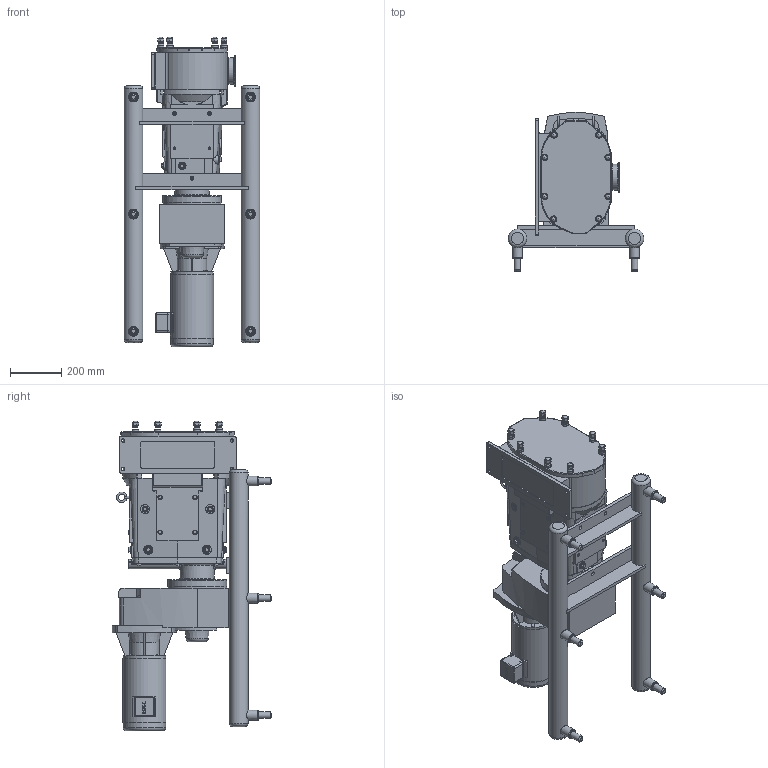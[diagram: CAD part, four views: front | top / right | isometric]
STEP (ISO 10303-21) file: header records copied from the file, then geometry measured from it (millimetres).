
FILE_DESCRIPTION(/* description */ (''),/* implementation_level */ '2;1');
FILE_NAME(/* name */ 'U3_224U3_145TC_(4.17 x 11.36)x4.0_S-Line_2HP_LH_SM.stp',/* time_stamp */ '2021-05-24T19:15:43+06:00',/* author */ ('trtmhr'),/* organization */ (''),/* preprocessor_version */ 'ST-DEVELOPER v18.1',/* originating_system */ 'Autodesk Inventor 2020',/* authorisation */ '');
FILE_SCHEMA (('AUTOMOTIVE_DESIGN { 1 0 10303 214 3 1 1 }'));
Length unit declared in the file: inch
Products named in the file (1): U3_224U3_145TC_(4.17 x 11.36)x4.0_S-Line_2HP_LH_SM
Bounding box: 530.23 x 621.84 x 1210.82 mm (x, y, z)
Volume: 82781486 mm3; surface area: 2577768 mm2
Topology: 4 solids, 4 shells, 1019 faces, 2784 edges, 1844 vertices
Faces by surface type: plane 508, cylinder 298, torus 74, cone 67, bspline 60, sphere 12
Full cylindrical faces by diameter (mm): 7.798 x1, 10.16 x2, 10.719 x4, 13.487 x4, 14.3 x3, 15.24 x1, 19.05 x8, 23.876 x3, 25.4 x19, 29.21 x2, 31.75 x3, 35.052 x6, 38.1 x6, 101.6 x1, 102.946 x2, 103.962 x1, 119.024 x1, 133.35 x1, 165.989 x1, 166.116 x1, 168.402 x1, 229.997 x1, 230.124 x1
Entity records: 34404 total; most frequent: CARTESIAN_POINT 8236, ORIENTED_EDGE 5534, DIRECTION 5482, EDGE_CURVE 2767, AXIS2_PLACEMENT_3D 2059, VERTEX_POINT 1844, LINE 1364, VECTOR 1364
